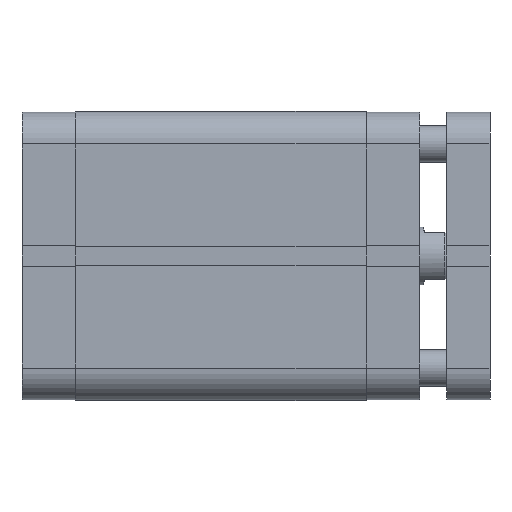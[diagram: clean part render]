
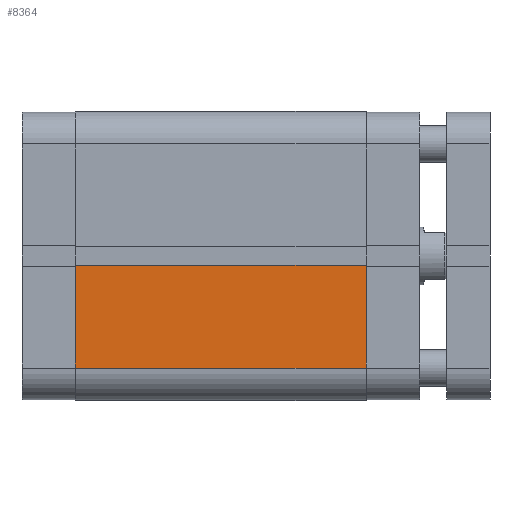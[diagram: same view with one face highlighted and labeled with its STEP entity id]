
A CAD part, front view. The second image highlights one B-rep face of the part: STEP entity #8364.
In plain terms, the highlighted planar face has unit normal (0, -1, 0).
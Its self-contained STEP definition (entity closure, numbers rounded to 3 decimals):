
#739 = FACE_OUTER_BOUND ( 'NONE', #7365, .T. ) ;
#2103 = CARTESIAN_POINT ( 'NONE',  ( -31., -40., 0. ) ) ;
#2104 = CARTESIAN_POINT ( 'NONE',  ( -31., -40., 80.5 ) ) ;
#2105 = CARTESIAN_POINT ( 'NONE',  ( -2.6, -40., 0. ) ) ;
#2106 = CARTESIAN_POINT ( 'NONE',  ( -2.6, -40., 80.5 ) ) ;
#2433 = AXIS2_PLACEMENT_3D ( 'NONE', #3005, #3008, #3009 ) ;
#3005 = CARTESIAN_POINT ( 'NONE',  ( 0., -40., 80.5 ) ) ;
#3006 = PLANE ( 'NONE',  #2433 ) ;
#3008 = DIRECTION ( 'NONE',  ( 0., 1., 0. ) ) ;
#3009 = DIRECTION ( 'NONE',  ( 0., 0., 1. ) ) ;
#4326 = ORIENTED_EDGE ( 'NONE', *, *, #5426, .T. ) ;
#4327 = ORIENTED_EDGE ( 'NONE', *, *, #5425, .F. ) ;
#4328 = ORIENTED_EDGE ( 'NONE', *, *, #5421, .F. ) ;
#4329 = ORIENTED_EDGE ( 'NONE', *, *, #5422, .T. ) ;
#5067 = LINE ( 'NONE', #7030, #5068 ) ;
#5068 = VECTOR ( 'NONE', #7031, 1000. ) ;
#5069 = LINE ( 'NONE', #7033, #5070 ) ;
#5070 = VECTOR ( 'NONE', #7034, 1000. ) ;
#5073 = LINE ( 'NONE', #7032, #5077 ) ;
#5075 = LINE ( 'NONE', #7040, #5076 ) ;
#5076 = VECTOR ( 'NONE', #7041, 1000. ) ;
#5077 = VECTOR ( 'NONE', #7043, 1000. ) ;
#5421 = EDGE_CURVE ( 'NONE', #6227, #6229, #5067, .T. ) ;
#5422 = EDGE_CURVE ( 'NONE', #6227, #6226, #5069, .T. ) ;
#5425 = EDGE_CURVE ( 'NONE', #6229, #6228, #5075, .T. ) ;
#5426 = EDGE_CURVE ( 'NONE', #6226, #6228, #5073, .T. ) ;
#6226 = VERTEX_POINT ( 'NONE', #2103 ) ;
#6227 = VERTEX_POINT ( 'NONE', #2104 ) ;
#6228 = VERTEX_POINT ( 'NONE', #2105 ) ;
#6229 = VERTEX_POINT ( 'NONE', #2106 ) ;
#7030 = CARTESIAN_POINT ( 'NONE',  ( 0., -40., 80.5 ) ) ;
#7031 = DIRECTION ( 'NONE',  ( 1., 0., 0. ) ) ;
#7032 = CARTESIAN_POINT ( 'NONE',  ( 0., -40., 0. ) ) ;
#7033 = CARTESIAN_POINT ( 'NONE',  ( -31., -40., 80.5 ) ) ;
#7034 = DIRECTION ( 'NONE',  ( 0., 0., -1. ) ) ;
#7040 = CARTESIAN_POINT ( 'NONE',  ( -2.6, -40., 80.5 ) ) ;
#7041 = DIRECTION ( 'NONE',  ( 0., 0., -1. ) ) ;
#7043 = DIRECTION ( 'NONE',  ( 1., 0., 0. ) ) ;
#7365 = EDGE_LOOP ( 'NONE', ( #4326, #4327, #4328, #4329 ) ) ;
#8364 = ADVANCED_FACE ( 'NONE', ( #739 ), #3006, .F. ) ;
